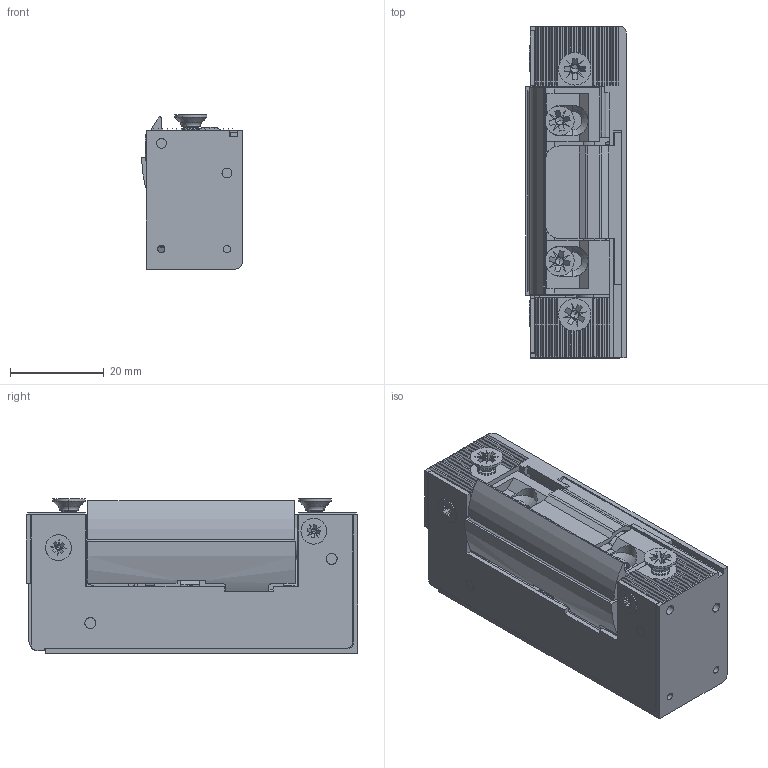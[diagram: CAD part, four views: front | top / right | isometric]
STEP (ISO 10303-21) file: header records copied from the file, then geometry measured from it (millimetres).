
FILE_DESCRIPTION (( 'STEP AP214' ), '1' );
FILE_NAME ('SE000264.STEP', '2021-07-30T14:14:48', ( '' ), ( '' ), 'SwSTEP 2.0', 'SolidWorks 2020', '' );
FILE_SCHEMA (( 'AUTOMOTIVE_DESIGN' ));
Length unit declared in the file: millimetre
Products named in the file (20): 336501; 00676531; 1; 00226503; 00654000; SE000264; 00260503_palette m‚moire; 00609511; DIN 7500 M - M3.5 x 8 - Z --- 8S_M3.5 x 8 ; 00608581_SANS MARQUAGE; 00645531; 00222000; 00305532; 00115000; DIN 7500 M - M3 x 6 ROUREG_M3.5 x 8 ; 00860500; ISO 7045 - M3 x 6 - Z --- 6S_ISO 7045 - M3 x 6 - Z --- 6S; 00336500; DIN 7500 M - M4 x 8 ROUREG_M4 x 8; 00116000
Assembly tree (23 placements, depth 2):
  SE000264
    00608581_SANS MARQUAGE
    336501
    00336500
    00609511
    00860500
    1
    00305532
    00116000
    00676531
    00654000
    00645531
    00115000
    00222000
    00226503
    00260503_palette m‚moire
    DIN 7500 M - M3.5 x 8 - Z --- 8S_M3.5 x 8   x2
    ISO 7045 - M3 x 6 - Z --- 6S_ISO 7045 - M3 x 6 - Z --- 6S  x2
    DIN 7500 M - M3 x 6 ROUREG_M3.5 x 8   x2
    DIN 7500 M - M4 x 8 ROUREG_M4 x 8  x2
Bounding box: 21.5 x 70.8 x 32.9 mm (x, y, z)
Volume: 27830.5 mm3; surface area: 31051.6 mm2
Topology: 23 solids, 23 shells, 1789 faces, 4593 edges, 2946 vertices
Faces by surface type: plane 930, cylinder 445, cone 372, torus 20, bspline 18, sphere 4
Entity records: 45414 total; most frequent: CARTESIAN_POINT 9511, ORIENTED_EDGE 7340, DIRECTION 7212, EDGE_CURVE 3670, AXIS2_PLACEMENT_3D 2427, VERTEX_POINT 2381, VECTOR 2358, LINE 2358
